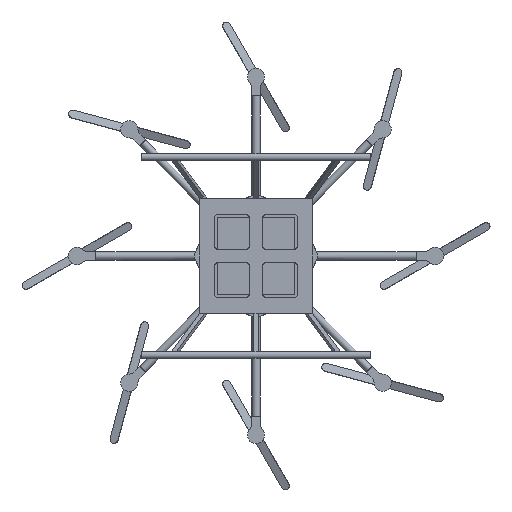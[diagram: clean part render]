
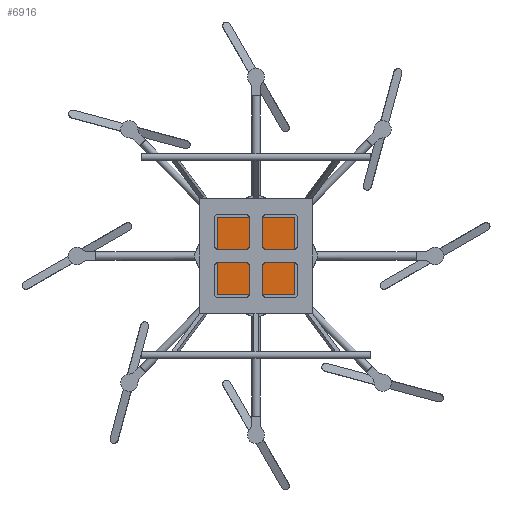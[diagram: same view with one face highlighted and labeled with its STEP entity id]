
A CAD part, front view. The second image highlights one B-rep face of the part: STEP entity #6916.
In plain terms, the highlighted planar face has unit normal (0, -1, 0).
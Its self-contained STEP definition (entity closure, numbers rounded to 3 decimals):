
#22 = ORIENTED_EDGE ( 'NONE', *, *, #10551, .T. ) ;
#360 = CARTESIAN_POINT ( 'NONE',  ( 166.342, 0., 166.342 ) ) ;
#1598 = CARTESIAN_POINT ( 'NONE',  ( -166.342, 0., -166.342 ) ) ;
#1630 = EDGE_LOOP ( 'NONE', ( #5620, #10433, #22, #10245 ) ) ;
#1634 = DIRECTION ( 'NONE',  ( 1., 0., 0. ) ) ;
#1731 = CARTESIAN_POINT ( 'NONE',  ( -166.342, 0., 166.342 ) ) ;
#1744 = EDGE_CURVE ( 'NONE', #8297, #9124, #5293, .T. ) ;
#1971 = EDGE_CURVE ( 'NONE', #8007, #8297, #4109, .T. ) ;
#2212 = CARTESIAN_POINT ( 'NONE',  ( 166.342, 0., -166.342 ) ) ;
#2344 = CARTESIAN_POINT ( 'NONE',  ( 166.342, 0., -166.342 ) ) ;
#2686 = LINE ( 'NONE', #1598, #11274 ) ;
#3070 = DIRECTION ( 'NONE',  ( 0., 0., 1. ) ) ;
#3963 = CARTESIAN_POINT ( 'NONE',  ( -166.342, 0., 166.342 ) ) ;
#4109 = LINE ( 'NONE', #3963, #9613 ) ;
#5028 = LINE ( 'NONE', #2344, #5631 ) ;
#5195 = CARTESIAN_POINT ( 'NONE',  ( -166.342, 0., -166.342 ) ) ;
#5293 = LINE ( 'NONE', #9044, #7460 ) ;
#5528 = DIRECTION ( 'NONE',  ( 0., 0., -1. ) ) ;
#5620 = ORIENTED_EDGE ( 'NONE', *, *, #1744, .T. ) ;
#5623 = PLANE ( 'NONE',  #8294 ) ;
#5631 = VECTOR ( 'NONE', #3070, 1000. ) ;
#5671 = DIRECTION ( 'NONE',  ( 0., 0., 1. ) ) ;
#6192 = EDGE_CURVE ( 'NONE', #9124, #10670, #2686, .T. ) ;
#6560 = CARTESIAN_POINT ( 'NONE',  ( 0., 0., 0. ) ) ;
#6916 = ADVANCED_FACE ( 'NONE', ( #12031 ), #5623, .F. ) ;
#7460 = VECTOR ( 'NONE', #5528, 1000. ) ;
#7613 = DIRECTION ( 'NONE',  ( -1., 0., 0. ) ) ;
#8007 = VERTEX_POINT ( 'NONE', #360 ) ;
#8294 = AXIS2_PLACEMENT_3D ( 'NONE', #6560, #11224, #5671 ) ;
#8297 = VERTEX_POINT ( 'NONE', #1731 ) ;
#9044 = CARTESIAN_POINT ( 'NONE',  ( -166.342, 0., -166.342 ) ) ;
#9124 = VERTEX_POINT ( 'NONE', #5195 ) ;
#9613 = VECTOR ( 'NONE', #7613, 1000. ) ;
#10245 = ORIENTED_EDGE ( 'NONE', *, *, #1971, .T. ) ;
#10433 = ORIENTED_EDGE ( 'NONE', *, *, #6192, .T. ) ;
#10551 = EDGE_CURVE ( 'NONE', #10670, #8007, #5028, .T. ) ;
#10670 = VERTEX_POINT ( 'NONE', #2212 ) ;
#11224 = DIRECTION ( 'NONE',  ( 0., 1., 0. ) ) ;
#11274 = VECTOR ( 'NONE', #1634, 1000. ) ;
#12031 = FACE_OUTER_BOUND ( 'NONE', #1630, .T. ) ;
